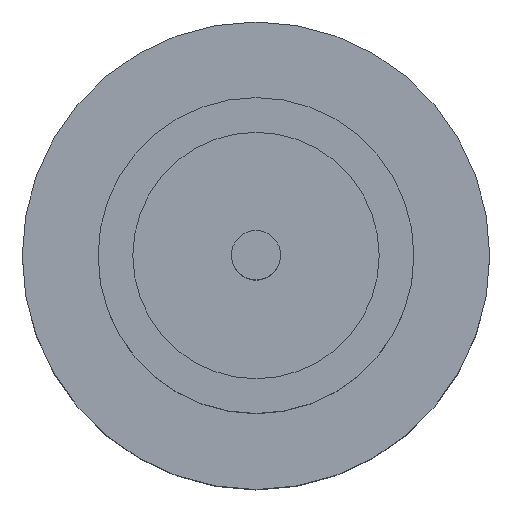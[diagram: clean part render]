
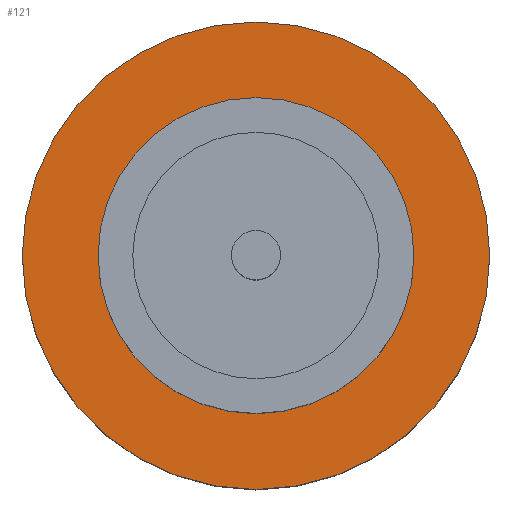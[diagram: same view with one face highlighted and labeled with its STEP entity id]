
A CAD part, top view. The second image highlights one B-rep face of the part: STEP entity #121.
In plain terms, the highlighted planar face has unit normal (0, 0, 1).
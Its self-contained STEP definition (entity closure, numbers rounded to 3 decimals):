
#2 = DIRECTION ( 'NONE',  ( 1., 0., 0. ) ) ;
#4 = EDGE_CURVE ( 'NONE', #498, #840, #355, .T. ) ;
#19 = CARTESIAN_POINT ( 'NONE',  ( -1.25, 0., 1.55 ) ) ;
#66 = AXIS2_PLACEMENT_3D ( 'NONE', #310, #638, #243 ) ;
#89 = AXIS2_PLACEMENT_3D ( 'NONE', #553, #472, #854 ) ;
#121 = ADVANCED_FACE ( 'NONE', ( #128, #270 ), #235, .T. ) ;
#128 = FACE_BOUND ( 'NONE', #254, .T. ) ;
#170 = CARTESIAN_POINT ( 'NONE',  ( 0., 0., 1.55 ) ) ;
#196 = CIRCLE ( 'NONE', #686, 1.25 ) ;
#201 = EDGE_CURVE ( 'NONE', #534, #736, #669, .T. ) ;
#224 = CARTESIAN_POINT ( 'NONE',  ( 0., 0., 1.55 ) ) ;
#235 = PLANE ( 'NONE',  #655 ) ;
#243 = DIRECTION ( 'NONE',  ( 1., 0., 0. ) ) ;
#247 = DIRECTION ( 'NONE',  ( 1., 0., 0. ) ) ;
#254 = EDGE_LOOP ( 'NONE', ( #581, #488 ) ) ;
#270 = FACE_OUTER_BOUND ( 'NONE', #603, .T. ) ;
#273 = CARTESIAN_POINT ( 'NONE',  ( -1.85, 0., 1.55 ) ) ;
#299 = DIRECTION ( 'NONE',  ( 0., 0., 1. ) ) ;
#310 = CARTESIAN_POINT ( 'NONE',  ( 0., 0., 1.55 ) ) ;
#344 = AXIS2_PLACEMENT_3D ( 'NONE', #224, #817, #620 ) ;
#354 = CIRCLE ( 'NONE', #89, 1.85 ) ;
#355 = CIRCLE ( 'NONE', #344, 1.85 ) ;
#397 = EDGE_CURVE ( 'NONE', #736, #534, #196, .T. ) ;
#423 = EDGE_CURVE ( 'NONE', #840, #498, #354, .T. ) ;
#457 = CARTESIAN_POINT ( 'NONE',  ( 1.25, 0., 1.55 ) ) ;
#472 = DIRECTION ( 'NONE',  ( 0., 0., 1. ) ) ;
#488 = ORIENTED_EDGE ( 'NONE', *, *, #201, .F. ) ;
#498 = VERTEX_POINT ( 'NONE', #273 ) ;
#521 = CARTESIAN_POINT ( 'NONE',  ( 1.85, 0., 1.55 ) ) ;
#534 = VERTEX_POINT ( 'NONE', #19 ) ;
#553 = CARTESIAN_POINT ( 'NONE',  ( 0., 0., 1.55 ) ) ;
#581 = ORIENTED_EDGE ( 'NONE', *, *, #397, .F. ) ;
#603 = EDGE_LOOP ( 'NONE', ( #747, #786 ) ) ;
#606 = DIRECTION ( 'NONE',  ( 0., 0., 1. ) ) ;
#620 = DIRECTION ( 'NONE',  ( 1., 0., 0. ) ) ;
#638 = DIRECTION ( 'NONE',  ( 0., 0., 1. ) ) ;
#655 = AXIS2_PLACEMENT_3D ( 'NONE', #170, #299, #247 ) ;
#669 = CIRCLE ( 'NONE', #66, 1.25 ) ;
#674 = CARTESIAN_POINT ( 'NONE',  ( 0., 0., 1.55 ) ) ;
#686 = AXIS2_PLACEMENT_3D ( 'NONE', #674, #606, #2 ) ;
#736 = VERTEX_POINT ( 'NONE', #457 ) ;
#747 = ORIENTED_EDGE ( 'NONE', *, *, #4, .T. ) ;
#786 = ORIENTED_EDGE ( 'NONE', *, *, #423, .T. ) ;
#817 = DIRECTION ( 'NONE',  ( 0., 0., 1. ) ) ;
#840 = VERTEX_POINT ( 'NONE', #521 ) ;
#854 = DIRECTION ( 'NONE',  ( 1., 0., 0. ) ) ;
